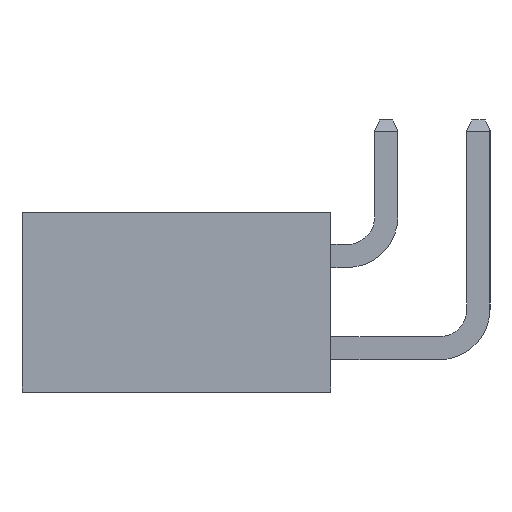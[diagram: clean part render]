
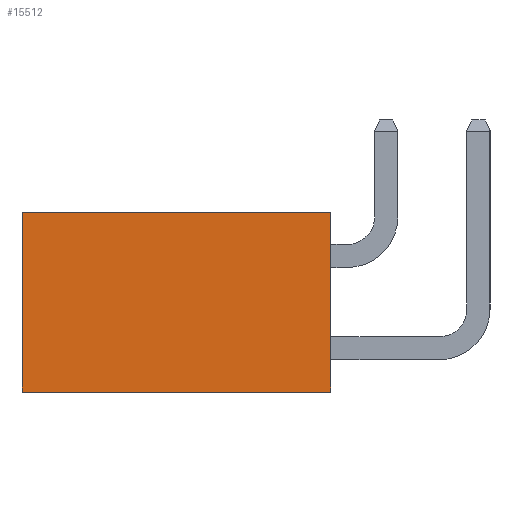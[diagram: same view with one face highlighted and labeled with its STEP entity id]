
A CAD part, left-side view. The second image highlights one B-rep face of the part: STEP entity #15512.
In plain terms, the highlighted planar face has unit normal (-1, 0, 0).
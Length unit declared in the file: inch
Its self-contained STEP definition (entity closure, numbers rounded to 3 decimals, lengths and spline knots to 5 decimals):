
#4067=ORIENTED_EDGE('',*,*,#6740,.T.);
#4068=ORIENTED_EDGE('',*,*,#6179,.F.);
#4069=ORIENTED_EDGE('',*,*,#6781,.F.);
#4070=ORIENTED_EDGE('',*,*,#6171,.T.);
#6171=EDGE_CURVE('',#7872,#7871,#9651,.T.);
#6179=EDGE_CURVE('',#7879,#7880,#9659,.T.);
#6740=EDGE_CURVE('',#7871,#7880,#10220,.T.);
#6781=EDGE_CURVE('',#7872,#7879,#10261,.T.);
#7871=VERTEX_POINT('',#23538);
#7872=VERTEX_POINT('',#23540);
#7879=VERTEX_POINT('',#23555);
#7880=VERTEX_POINT('',#23557);
#9651=LINE('',#23539,#11675);
#9659=LINE('',#23556,#11683);
#10220=LINE('',#24677,#12244);
#10261=LINE('',#24739,#12285);
#11675=VECTOR('',#19285,39.37008);
#11683=VECTOR('',#19295,39.37008);
#12244=VECTOR('',#20178,39.37008);
#12285=VECTOR('',#20261,39.37008);
#13076=EDGE_LOOP('',(#4067,#4068,#4069,#4070));
#13968=FACE_BOUND('',#13076,.T.);
#14740=PLANE('',#16471);
#15512=ADVANCED_FACE('',(#13968),#14740,.F.);
#16471=AXIS2_PLACEMENT_3D('',#24738,#20259,#20260);
#19285=DIRECTION('',(0.,-1.,0.));
#19295=DIRECTION('',(0.,-1.,0.));
#20178=DIRECTION('',(0.,0.,1.));
#20259=DIRECTION('',(1.,0.,0.));
#20260=DIRECTION('',(0.,0.,-1.));
#20261=DIRECTION('',(0.,0.,1.));
#23538=CARTESIAN_POINT('',(-1.01,0.,-0.0975));
#23539=CARTESIAN_POINT('',(-1.01,0.335,-0.0975));
#23540=CARTESIAN_POINT('',(-1.01,0.335,-0.0975));
#23555=CARTESIAN_POINT('',(-1.01,0.335,0.0975));
#23556=CARTESIAN_POINT('',(-1.01,0.335,0.0975));
#23557=CARTESIAN_POINT('',(-1.01,0.,0.0975));
#24677=CARTESIAN_POINT('',(-1.01,0.,-0.0975));
#24738=CARTESIAN_POINT('',(-1.01,0.335,-0.0975));
#24739=CARTESIAN_POINT('',(-1.01,0.335,-0.0975));
